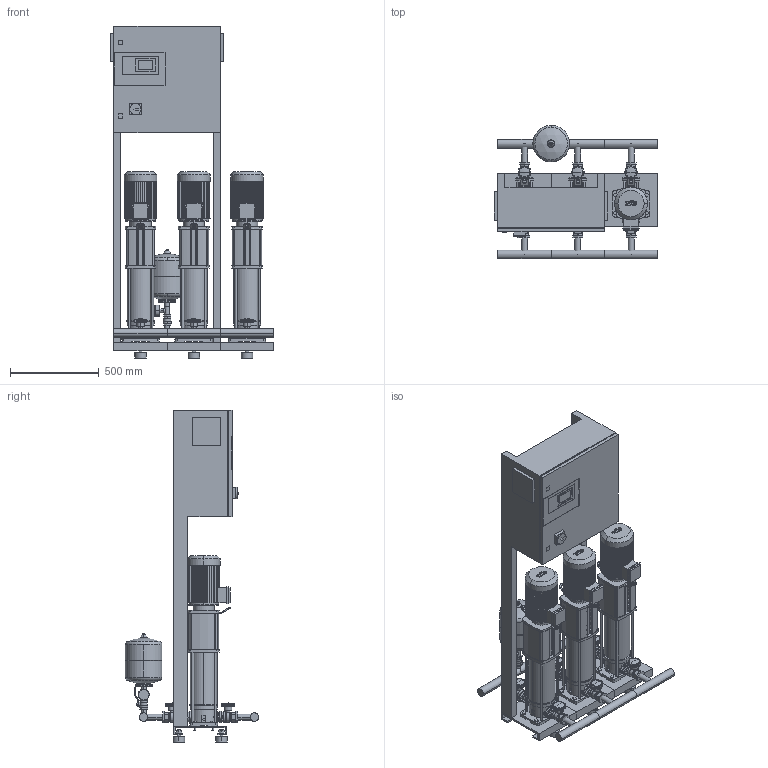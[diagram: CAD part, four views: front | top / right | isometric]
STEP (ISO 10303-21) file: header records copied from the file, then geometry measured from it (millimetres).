
FILE_DESCRIPTION((''),'2;1');
FILE_NAME('3d_CO-3HELIXV414_K_CC-01-2536422.stp','2016-01-25T09:27:16',(''),(''),'Mechanical Desktop 2009','Mechanical Desktop 2009',', , ');
FILE_SCHEMA(('CONFIG_CONTROL_DESIGN'));
Length unit declared in the file: millimetre
Products named in the file (1): Product
Bounding box: 920 x 750.15 x 1870 mm (x, y, z)
Volume: 174462857.6 mm3; surface area: 8126948.2 mm2
Topology: 126 solids, 126 shells, 4556 faces, 11995 edges, 7905 vertices
Faces by surface type: plane 2265, bspline 1088, cylinder 1023, cone 156, torus 22, sphere 2
Entity records: 147245 total; most frequent: CARTESIAN_POINT 34531, ORIENTED_EDGE 23966, DIRECTION 21562, EDGE_CURVE 11983, VECTOR 8426, LINE 8426, VERTEX_POINT 7899, AXIS2_PLACEMENT_3D 6568
